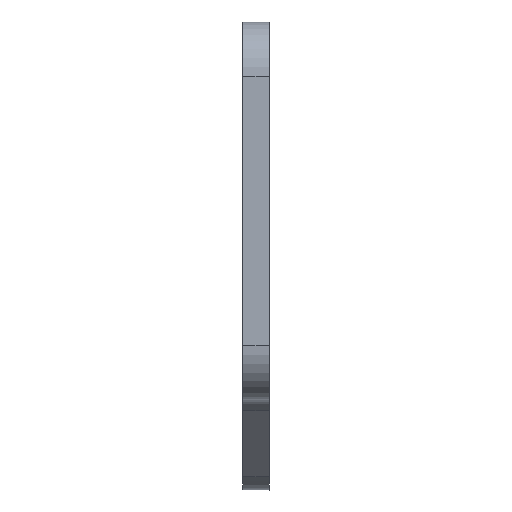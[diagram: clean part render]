
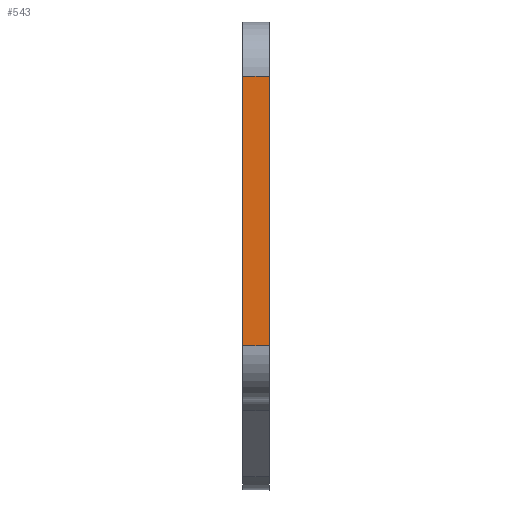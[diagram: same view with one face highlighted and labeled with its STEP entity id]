
A CAD part, left-side view. The second image highlights one B-rep face of the part: STEP entity #543.
In plain terms, the highlighted planar face has unit normal (-1, 0, 0).
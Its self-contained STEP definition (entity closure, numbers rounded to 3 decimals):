
#28 = CARTESIAN_POINT ( 'NONE',  ( -290., -4.5, 29. ) ) ;
#97 = CARTESIAN_POINT ( 'NONE',  ( -290., -1.5, -22.201 ) ) ;
#305 = AXIS2_PLACEMENT_3D ( 'NONE', #376, #1536, #541 ) ;
#306 = ORIENTED_EDGE ( 'NONE', *, *, #983, .F. ) ;
#376 = CARTESIAN_POINT ( 'NONE',  ( -290., -0.999, 32.001 ) ) ;
#387 = CARTESIAN_POINT ( 'NONE',  ( -290., -4.5, -1. ) ) ;
#425 = ORIENTED_EDGE ( 'NONE', *, *, #988, .F. ) ;
#446 = DIRECTION ( 'NONE',  ( 0., 0., 1. ) ) ;
#492 = VECTOR ( 'NONE', #1430, 1000. ) ;
#535 = PLANE ( 'NONE',  #305 ) ;
#541 = DIRECTION ( 'NONE',  ( 0., 0., 1. ) ) ;
#543 = ADVANCED_FACE ( 'NONE', ( #766 ), #535, .T. ) ;
#579 = LINE ( 'NONE', #775, #1769 ) ;
#682 = VERTEX_POINT ( 'NONE', #934 ) ;
#766 = FACE_OUTER_BOUND ( 'NONE', #1787, .T. ) ;
#775 = CARTESIAN_POINT ( 'NONE',  ( -290., -0.999, -1. ) ) ;
#880 = VECTOR ( 'NONE', #446, 1000. ) ;
#931 = LINE ( 'NONE', #1113, #1715 ) ;
#934 = CARTESIAN_POINT ( 'NONE',  ( -290., -1.5, 29. ) ) ;
#952 = EDGE_CURVE ( 'NONE', #1106, #1217, #579, .T. ) ;
#973 = EDGE_CURVE ( 'NONE', #1203, #1217, #992, .T. ) ;
#983 = EDGE_CURVE ( 'NONE', #682, #1203, #931, .T. ) ;
#988 = EDGE_CURVE ( 'NONE', #1106, #682, #1351, .T. ) ;
#992 = LINE ( 'NONE', #1728, #492 ) ;
#1106 = VERTEX_POINT ( 'NONE', #1634 ) ;
#1113 = CARTESIAN_POINT ( 'NONE',  ( -290., -0.999, 29. ) ) ;
#1203 = VERTEX_POINT ( 'NONE', #28 ) ;
#1217 = VERTEX_POINT ( 'NONE', #387 ) ;
#1271 = DIRECTION ( 'NONE',  ( 0., -1., 0. ) ) ;
#1344 = ORIENTED_EDGE ( 'NONE', *, *, #973, .F. ) ;
#1351 = LINE ( 'NONE', #97, #880 ) ;
#1375 = ORIENTED_EDGE ( 'NONE', *, *, #952, .T. ) ;
#1430 = DIRECTION ( 'NONE',  ( 0., 0., -1. ) ) ;
#1536 = DIRECTION ( 'NONE',  ( -1., 0., 0. ) ) ;
#1634 = CARTESIAN_POINT ( 'NONE',  ( -290., -1.5, -1. ) ) ;
#1715 = VECTOR ( 'NONE', #1271, 1000. ) ;
#1728 = CARTESIAN_POINT ( 'NONE',  ( -290., -4.5, 29. ) ) ;
#1769 = VECTOR ( 'NONE', #1881, 1000. ) ;
#1787 = EDGE_LOOP ( 'NONE', ( #1375, #1344, #306, #425 ) ) ;
#1881 = DIRECTION ( 'NONE',  ( 0., -1., 0. ) ) ;
